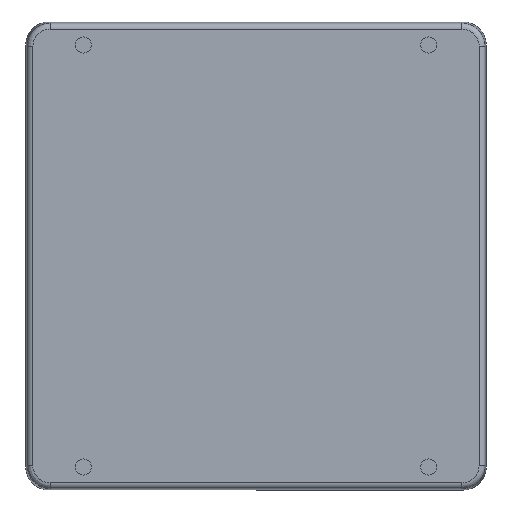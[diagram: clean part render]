
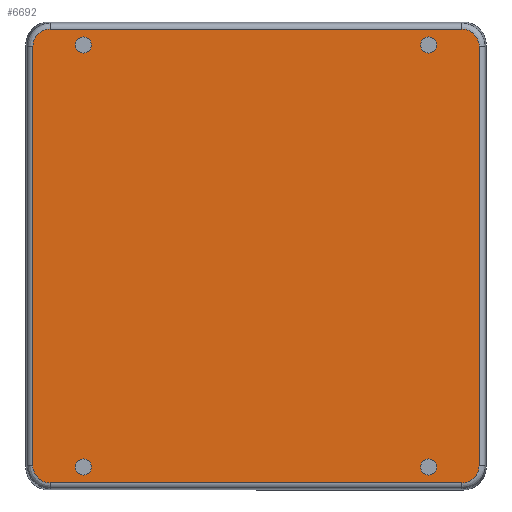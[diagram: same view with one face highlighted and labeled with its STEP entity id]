
A CAD part, left-side view. The second image highlights one B-rep face of the part: STEP entity #6692.
In plain terms, the highlighted planar face has unit normal (-1, 0, 0).
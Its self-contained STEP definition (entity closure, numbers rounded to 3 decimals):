
#85=ELLIPSE('',#7568,0.45,0.45);
#86=ELLIPSE('',#7570,0.45,0.45);
#89=ELLIPSE('',#7578,0.45,0.45);
#90=ELLIPSE('',#7580,0.45,0.45);
#358=FACE_BOUND('',#1478,.T.);
#359=FACE_BOUND('',#1479,.T.);
#360=FACE_BOUND('',#1480,.T.);
#361=FACE_BOUND('',#1481,.T.);
#925=FACE_OUTER_BOUND('',#1477,.T.);
#1477=EDGE_LOOP('',(#5734,#5735,#5736,#5737,#5738,#5739,#5740,#5741));
#1478=EDGE_LOOP('',(#5742));
#1479=EDGE_LOOP('',(#5743));
#1480=EDGE_LOOP('',(#5744));
#1481=EDGE_LOOP('',(#5745));
#1829=LINE('',#12373,#2191);
#1831=LINE('',#12489,#2193);
#1832=LINE('',#12494,#2194);
#1834=LINE('',#12607,#2196);
#2191=VECTOR('',#9525,10.733);
#2193=VECTOR('',#9543,10.933);
#2194=VECTOR('',#9548,10.933);
#2196=VECTOR('',#9564,10.733);
#2636=CIRCLE('',#7363,0.21);
#2640=CIRCLE('',#7369,0.21);
#2644=CIRCLE('',#7375,0.21);
#2648=CIRCLE('',#7381,0.21);
#3158=VERTEX_POINT('',#12019);
#3162=VERTEX_POINT('',#12029);
#3166=VERTEX_POINT('',#12039);
#3170=VERTEX_POINT('',#12049);
#3273=VERTEX_POINT('',#12366);
#3276=VERTEX_POINT('',#12371);
#3277=VERTEX_POINT('',#12424);
#3280=VERTEX_POINT('',#12480);
#3281=VERTEX_POINT('',#12485);
#3284=VERTEX_POINT('',#12492);
#3285=VERTEX_POINT('',#12546);
#3288=VERTEX_POINT('',#12602);
#3968=EDGE_CURVE('',#3158,#3158,#2636,.T.);
#3972=EDGE_CURVE('',#3162,#3162,#2640,.T.);
#3976=EDGE_CURVE('',#3166,#3166,#2644,.T.);
#3980=EDGE_CURVE('',#3170,#3170,#2648,.T.);
#4116=EDGE_CURVE('',#3276,#3273,#1829,.T.);
#4119=EDGE_CURVE('',#3273,#3277,#85,.T.);
#4121=EDGE_CURVE('',#3280,#3276,#86,.T.);
#4125=EDGE_CURVE('',#3277,#3281,#1831,.T.);
#4127=EDGE_CURVE('',#3284,#3280,#1832,.T.);
#4131=EDGE_CURVE('',#3281,#3285,#89,.T.);
#4133=EDGE_CURVE('',#3288,#3284,#90,.T.);
#4135=EDGE_CURVE('',#3285,#3288,#1834,.T.);
#5734=ORIENTED_EDGE('',*,*,#4116,.F.);
#5735=ORIENTED_EDGE('',*,*,#4121,.F.);
#5736=ORIENTED_EDGE('',*,*,#4127,.F.);
#5737=ORIENTED_EDGE('',*,*,#4133,.F.);
#5738=ORIENTED_EDGE('',*,*,#4135,.F.);
#5739=ORIENTED_EDGE('',*,*,#4131,.F.);
#5740=ORIENTED_EDGE('',*,*,#4125,.F.);
#5741=ORIENTED_EDGE('',*,*,#4119,.F.);
#5742=ORIENTED_EDGE('',*,*,#3968,.T.);
#5743=ORIENTED_EDGE('',*,*,#3972,.T.);
#5744=ORIENTED_EDGE('',*,*,#3976,.T.);
#5745=ORIENTED_EDGE('',*,*,#3980,.T.);
#6293=PLANE('',#7589);
#6692=ADVANCED_FACE('',(#925,#358,#359,#360,#361),#6293,.T.);
#7363=AXIS2_PLACEMENT_3D('',#12020,#9087,#9088);
#7369=AXIS2_PLACEMENT_3D('',#12030,#9099,#9100);
#7375=AXIS2_PLACEMENT_3D('',#12040,#9111,#9112);
#7381=AXIS2_PLACEMENT_3D('',#12050,#9123,#9124);
#7568=AXIS2_PLACEMENT_3D('',#12428,#9530,#9531);
#7570=AXIS2_PLACEMENT_3D('',#12482,#9534,#9535);
#7578=AXIS2_PLACEMENT_3D('',#12550,#9554,#9555);
#7580=AXIS2_PLACEMENT_3D('',#12604,#9558,#9559);
#7589=AXIS2_PLACEMENT_3D('',#12627,#9585,#9586);
#9087=DIRECTION('center_axis',(1.,0.,0.));
#9088=DIRECTION('ref_axis',(0.,0.,-1.));
#9099=DIRECTION('center_axis',(1.,0.,0.));
#9100=DIRECTION('ref_axis',(0.,0.,-1.));
#9111=DIRECTION('center_axis',(1.,0.,0.));
#9112=DIRECTION('ref_axis',(0.,0.,-1.));
#9123=DIRECTION('center_axis',(1.,0.,0.));
#9124=DIRECTION('ref_axis',(0.,0.,-1.));
#9525=DIRECTION('',(0.,-1.,0.));
#9530=DIRECTION('center_axis',(1.,0.,0.));
#9531=DIRECTION('ref_axis',(0.,-0.707,0.707));
#9534=DIRECTION('center_axis',(1.,0.,0.));
#9535=DIRECTION('ref_axis',(0.,0.707,0.707));
#9543=DIRECTION('',(0.,0.,-1.));
#9548=DIRECTION('',(0.,0.,1.));
#9554=DIRECTION('center_axis',(1.,0.,0.));
#9555=DIRECTION('ref_axis',(0.,-0.707,-0.707));
#9558=DIRECTION('center_axis',(1.,0.,0.));
#9559=DIRECTION('ref_axis',(0.,0.707,-0.707));
#9564=DIRECTION('',(0.,1.,0.));
#9585=DIRECTION('center_axis',(-1.,0.,0.));
#9586=DIRECTION('ref_axis',(0.,0.,1.));
#12019=CARTESIAN_POINT('',(43.014,38.023,11.81));
#12020=CARTESIAN_POINT('Origin',(43.014,38.023,11.6));
#12029=CARTESIAN_POINT('',(43.014,38.023,0.81));
#12030=CARTESIAN_POINT('Origin',(43.014,38.023,0.6));
#12039=CARTESIAN_POINT('',(43.014,47.023,11.81));
#12040=CARTESIAN_POINT('Origin',(43.014,47.023,11.6));
#12049=CARTESIAN_POINT('',(43.014,47.023,0.81));
#12050=CARTESIAN_POINT('Origin',(43.014,47.023,0.6));
#12366=CARTESIAN_POINT('',(43.014,37.156,12.016));
#12371=CARTESIAN_POINT('',(43.014,47.889,12.016));
#12373=CARTESIAN_POINT('',(43.014,47.889,12.016));
#12424=CARTESIAN_POINT('',(43.014,36.706,11.566));
#12428=CARTESIAN_POINT('Origin',(43.014,37.156,11.566));
#12480=CARTESIAN_POINT('',(43.014,48.339,11.566));
#12482=CARTESIAN_POINT('Origin',(43.014,47.889,11.566));
#12485=CARTESIAN_POINT('',(43.014,36.706,0.634));
#12489=CARTESIAN_POINT('',(43.014,36.706,11.566));
#12492=CARTESIAN_POINT('',(43.014,48.339,0.634));
#12494=CARTESIAN_POINT('',(43.014,48.339,0.634));
#12546=CARTESIAN_POINT('',(43.014,37.156,0.184));
#12550=CARTESIAN_POINT('Origin',(43.014,37.156,0.634));
#12602=CARTESIAN_POINT('',(43.014,47.889,0.184));
#12604=CARTESIAN_POINT('Origin',(43.014,47.889,0.634));
#12607=CARTESIAN_POINT('',(43.014,37.156,0.184));
#12627=CARTESIAN_POINT('Origin',(43.014,36.558,0.));
